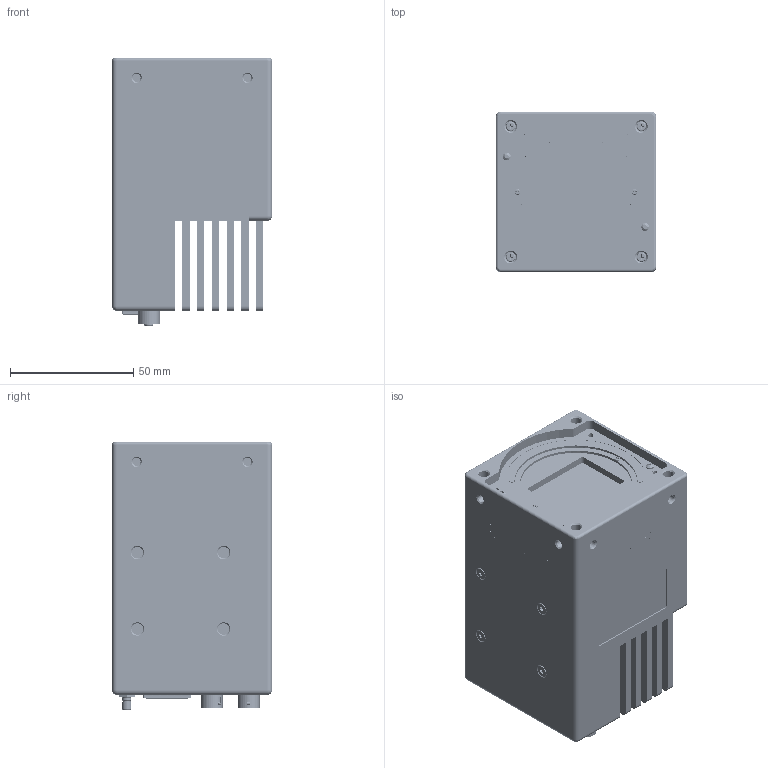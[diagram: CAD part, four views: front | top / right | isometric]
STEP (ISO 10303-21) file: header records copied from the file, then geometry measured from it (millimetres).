
FILE_DESCRIPTION(/* description */ (''),/* implementation_level */ '2;1');
FILE_NAME(/* name */ '1200-MG-54_CycloneFiber-65.stp',/* time_stamp */ '2025-11-03T12:57:05+01:00',/* author */ ('aba'),/* organization */ (''),/* preprocessor_version */ 'ST-DEVELOPER v20.1',/* originating_system */ 'Autodesk Inventor 2026',/* authorisation */ '');
FILE_SCHEMA (('AUTOMOTIVE_DESIGN { 1 0 10303 214 3 1 1 }'));
Products named in the file (1): 1200-MG-54_CycloneFiber_long
Bounding box: 65 x 65 x 108.59 mm (x, y, z)
Volume: 137431.1 mm3; surface area: 116103 mm2
Topology: 5 solids, 102 shells, 5393 faces, 13875 edges, 9240 vertices
Faces by surface type: plane 2714, cylinder 2174, torus 280, bspline 113, cone 104, sphere 8
Full cylindrical faces by diameter (mm): 0.01 x1, 0.1 x1, 0.3 x239, 0.5 x10, 0.8 x16, 0.97 x239, 1 x28, 1.1 x12, 1.567 x4, 1.6 x2, 1.7 x2, 2 x10, 2.013 x4, 2.2 x4, 2.5 x12, 2.7 x16, 2.8 x4, 2.85 x4, 3.2 x2, 3.242 x8, 3.8 x8, 3.962 x1, 4.2 x4, 4.5 x4, 4.7 x4, 5 x6, 5.5 x4, 5.6 x2, 5.7 x2, 6.6 x2
Entity records: 192843 total; most frequent: CARTESIAN_POINT 52999, DIRECTION 29121, ORIENTED_EDGE 27361, EDGE_CURVE 13871, AXIS2_PLACEMENT_3D 10606, VERTEX_POINT 9240, LINE 7909, VECTOR 7909
